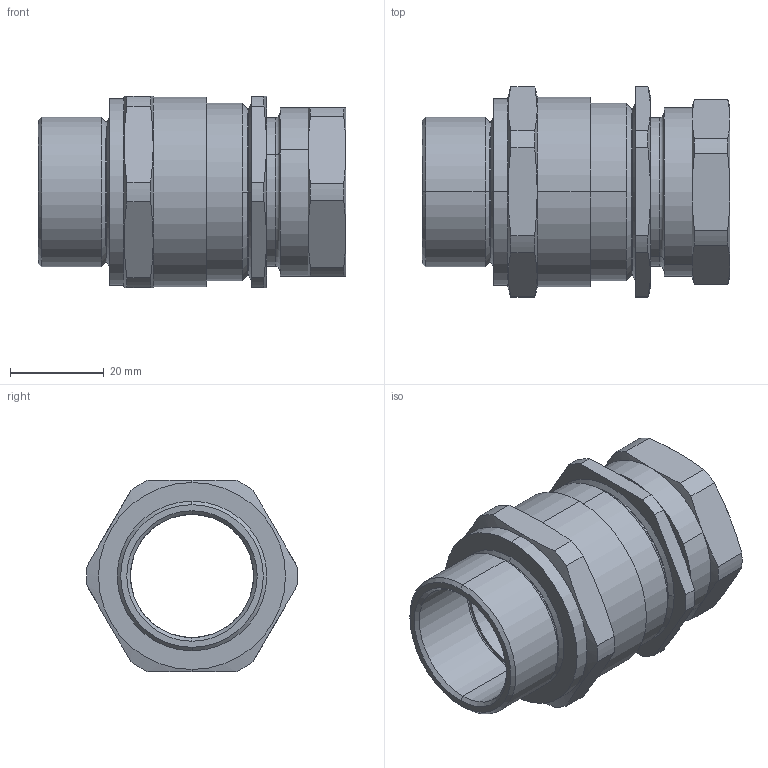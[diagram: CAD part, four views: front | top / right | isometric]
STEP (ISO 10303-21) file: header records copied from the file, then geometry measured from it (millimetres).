
FILE_DESCRIPTION (( 'STEP AP203' ), '1' );
FILE_NAME ('32A2FRC1RA.STEP', '2017-04-12T07:56:58', ( '' ), ( '' ), 'SwSTEP 2.0', 'SolidWorks 2017', '' );
FILE_SCHEMA (( 'CONFIG_CONTROL_DESIGN' ));
Length unit declared in the file: millimetre
Products named in the file (1): 32A2FRC1RA
Bounding box: 65.88 x 45.08 x 41 mm (x, y, z)
Volume: 33541.2 mm3; surface area: 27215.5 mm2
Topology: 6 solids, 6 shells, 350 faces, 868 edges, 560 vertices
Faces by surface type: plane 128, bspline 110, cylinder 62, cone 46, torus 4
Entity records: 17239 total; most frequent: CARTESIAN_POINT 9549, ORIENTED_EDGE 1736, DIRECTION 1246, EDGE_CURVE 868, VERTEX_POINT 560, VECTOR 428, LINE 428, AXIS2_PLACEMENT_3D 409
